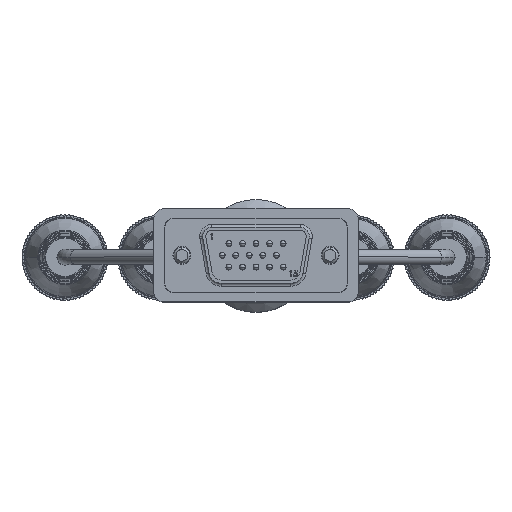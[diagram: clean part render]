
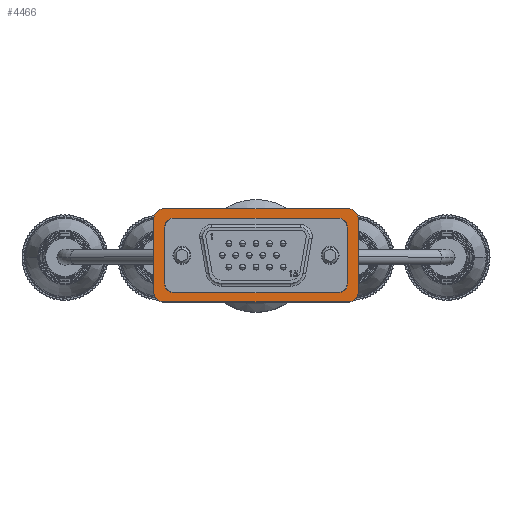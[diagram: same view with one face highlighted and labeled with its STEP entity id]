
A CAD part, top view. The second image highlights one B-rep face of the part: STEP entity #4466.
In plain terms, the highlighted face is planar.
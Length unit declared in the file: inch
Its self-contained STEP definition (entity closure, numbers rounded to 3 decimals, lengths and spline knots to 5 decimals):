
#3890 = VERTEX_POINT ( 'NONE', #23432 ) ;
#3931 = VERTEX_POINT ( 'NONE', #23540 ) ;
#3933 = EDGE_CURVE ( 'NONE', #3931, #3890, #23539, .T. ) ;
#3943 = VERTEX_POINT ( 'NONE', #23582 ) ;
#3948 = EDGE_CURVE ( 'NONE', #3949, #3890, #23577, .T. ) ;
#3949 = VERTEX_POINT ( 'NONE', #23572 ) ;
#3998 = EDGE_CURVE ( 'NONE', #3931, #3943, #23668, .T. ) ;
#4205 = EDGE_CURVE ( 'NONE', #4228, #4232, #24086, .T. ) ;
#4210 = VERTEX_POINT ( 'NONE', #24071 ) ;
#4216 = EDGE_CURVE ( 'NONE', #4210, #4228, #24128, .T. ) ;
#4228 = VERTEX_POINT ( 'NONE', #24103 ) ;
#4232 = VERTEX_POINT ( 'NONE', #24160 ) ;
#4275 = EDGE_CURVE ( 'NONE', #4276, #4210, #24207, .T. ) ;
#4276 = VERTEX_POINT ( 'NONE', #24202 ) ;
#4348 = EDGE_CURVE ( 'NONE', #4232, #3949, #24335, .T. ) ;
#4441 = ORIENTED_EDGE ( 'NONE', *, *, #3998, .T. ) ;
#4442 = ORIENTED_EDGE ( 'NONE', *, *, #4482, .F. ) ;
#4443 = ORIENTED_EDGE ( 'NONE', *, *, #4275, .T. ) ;
#4444 = ORIENTED_EDGE ( 'NONE', *, *, #4216, .T. ) ;
#4445 = ORIENTED_EDGE ( 'NONE', *, *, #4205, .T. ) ;
#4446 = ORIENTED_EDGE ( 'NONE', *, *, #4348, .T. ) ;
#4447 = ORIENTED_EDGE ( 'NONE', *, *, #3948, .T. ) ;
#4453 = ORIENTED_EDGE ( 'NONE', *, *, #4454, .F. ) ;
#4454 = EDGE_CURVE ( 'NONE', #4455, #4480, #24543, .T. ) ;
#4455 = VERTEX_POINT ( 'NONE', #24539 ) ;
#4456 = ORIENTED_EDGE ( 'NONE', *, *, #4457, .F. ) ;
#4457 = EDGE_CURVE ( 'NONE', #4458, #4455, #24538, .T. ) ;
#4458 = VERTEX_POINT ( 'NONE', #24533 ) ;
#4459 = ORIENTED_EDGE ( 'NONE', *, *, #4460, .F. ) ;
#4460 = EDGE_CURVE ( 'NONE', #4461, #4458, #24532, .T. ) ;
#4461 = VERTEX_POINT ( 'NONE', #24528 ) ;
#4462 = ORIENTED_EDGE ( 'NONE', *, *, #4463, .F. ) ;
#4463 = EDGE_CURVE ( 'NONE', #4471, #4461, #24527, .T. ) ;
#4464 = EDGE_LOOP ( 'NONE', ( #4465, #4441, #4442, #4443, #4444, #4445, #4446, #4447 ) ) ;
#4465 = ORIENTED_EDGE ( 'NONE', *, *, #3933, .F. ) ;
#4466 = ADVANCED_FACE ( 'NONE', ( #24522, #24521 ), #24520, .F. ) ;
#4467 = EDGE_LOOP ( 'NONE', ( #4468, #4472, #4475, #4478, #4453, #4456, #4459, #4462 ) ) ;
#4468 = ORIENTED_EDGE ( 'NONE', *, *, #4469, .F. ) ;
#4469 = EDGE_CURVE ( 'NONE', #4470, #4471, #24577, .T. ) ;
#4470 = VERTEX_POINT ( 'NONE', #24573 ) ;
#4471 = VERTEX_POINT ( 'NONE', #24572 ) ;
#4472 = ORIENTED_EDGE ( 'NONE', *, *, #4473, .F. ) ;
#4473 = EDGE_CURVE ( 'NONE', #4474, #4470, #24571, .T. ) ;
#4474 = VERTEX_POINT ( 'NONE', #24566 ) ;
#4475 = ORIENTED_EDGE ( 'NONE', *, *, #4476, .F. ) ;
#4476 = EDGE_CURVE ( 'NONE', #4477, #4474, #24565, .T. ) ;
#4477 = VERTEX_POINT ( 'NONE', #24561 ) ;
#4478 = ORIENTED_EDGE ( 'NONE', *, *, #4479, .F. ) ;
#4479 = EDGE_CURVE ( 'NONE', #4480, #4477, #24560, .T. ) ;
#4480 = VERTEX_POINT ( 'NONE', #24555 ) ;
#4482 = EDGE_CURVE ( 'NONE', #4276, #3943, #24554, .T. ) ;
#23432 = CARTESIAN_POINT ( 'NONE',  ( -0.6785, -0.2485, -0.6975 ) ) ;
#23536 = DIRECTION ( 'NONE',  ( 0., -1., 0. ) ) ;
#23537 = VECTOR ( 'NONE', #23536, 39.37008 ) ;
#23538 = CARTESIAN_POINT ( 'NONE',  ( -0.6785, 0.3085, -0.6975 ) ) ;
#23539 = LINE ( 'NONE', #23538, #23537 ) ;
#23540 = CARTESIAN_POINT ( 'NONE',  ( -0.6785, 0.2485, -0.6975 ) ) ;
#23572 = CARTESIAN_POINT ( 'NONE',  ( -0.6185, -0.3085, -0.6975 ) ) ;
#23573 = DIRECTION ( 'NONE',  ( 1., 0., 0. ) ) ;
#23574 = DIRECTION ( 'NONE',  ( 0., 0., -1. ) ) ;
#23575 = CARTESIAN_POINT ( 'NONE',  ( -0.6185, -0.2485, -0.6975 ) ) ;
#23576 = AXIS2_PLACEMENT_3D ( 'NONE', #23575, #23574, #23573 ) ;
#23577 = CIRCLE ( 'NONE', #23576, 0.06 ) ;
#23582 = CARTESIAN_POINT ( 'NONE',  ( -0.6185, 0.3085, -0.6975 ) ) ;
#23665 = DIRECTION ( 'NONE',  ( 1., 0., 0. ) ) ;
#23666 = DIRECTION ( 'NONE',  ( 0., 0., -1. ) ) ;
#23667 = AXIS2_PLACEMENT_3D ( 'NONE', #23674, #23666, #23665 ) ;
#23668 = CIRCLE ( 'NONE', #23667, 0.06 ) ;
#23674 = CARTESIAN_POINT ( 'NONE',  ( -0.6185, 0.2485, -0.6975 ) ) ;
#24071 = CARTESIAN_POINT ( 'NONE',  ( 0.6785, 0.2485, -0.6975 ) ) ;
#24082 = DIRECTION ( 'NONE',  ( 1., 0., 0. ) ) ;
#24083 = DIRECTION ( 'NONE',  ( 0., 0., -1. ) ) ;
#24084 = CARTESIAN_POINT ( 'NONE',  ( 0.6185, -0.2485, -0.6975 ) ) ;
#24085 = AXIS2_PLACEMENT_3D ( 'NONE', #24084, #24083, #24082 ) ;
#24086 = CIRCLE ( 'NONE', #24085, 0.06 ) ;
#24103 = CARTESIAN_POINT ( 'NONE',  ( 0.6785, -0.2485, -0.6975 ) ) ;
#24125 = DIRECTION ( 'NONE',  ( 0., -1., 0. ) ) ;
#24126 = VECTOR ( 'NONE', #24125, 39.37008 ) ;
#24127 = CARTESIAN_POINT ( 'NONE',  ( 0.6785, 0.3085, -0.6975 ) ) ;
#24128 = LINE ( 'NONE', #24127, #24126 ) ;
#24160 = CARTESIAN_POINT ( 'NONE',  ( 0.6185, -0.3085, -0.6975 ) ) ;
#24202 = CARTESIAN_POINT ( 'NONE',  ( 0.6185, 0.3085, -0.6975 ) ) ;
#24203 = DIRECTION ( 'NONE',  ( 1., 0., 0. ) ) ;
#24204 = DIRECTION ( 'NONE',  ( 0., 0., -1. ) ) ;
#24205 = CARTESIAN_POINT ( 'NONE',  ( 0.6185, 0.2485, -0.6975 ) ) ;
#24206 = AXIS2_PLACEMENT_3D ( 'NONE', #24205, #24204, #24203 ) ;
#24207 = CIRCLE ( 'NONE', #24206, 0.06 ) ;
#24332 = DIRECTION ( 'NONE',  ( -1., 0., 0. ) ) ;
#24333 = VECTOR ( 'NONE', #24332, 39.37008 ) ;
#24334 = CARTESIAN_POINT ( 'NONE',  ( -0.6785, -0.3085, -0.6975 ) ) ;
#24335 = LINE ( 'NONE', #24334, #24333 ) ;
#24518 = CARTESIAN_POINT ( 'NONE',  ( -0.6785, 0.3085, -0.6975 ) ) ;
#24519 = AXIS2_PLACEMENT_3D ( 'NONE', #24518, #24579, #24578 ) ;
#24520 = PLANE ( 'NONE',  #24519 ) ;
#24521 = FACE_OUTER_BOUND ( 'NONE', #4464, .T. ) ;
#24522 = FACE_BOUND ( 'NONE', #4467, .T. ) ;
#24523 = DIRECTION ( 'NONE',  ( 1., 0., 0. ) ) ;
#24524 = DIRECTION ( 'NONE',  ( 0., 0., -1. ) ) ;
#24525 = CARTESIAN_POINT ( 'NONE',  ( 0.5475, -0.188, -0.6975 ) ) ;
#24526 = AXIS2_PLACEMENT_3D ( 'NONE', #24525, #24524, #24523 ) ;
#24527 = CIRCLE ( 'NONE', #24526, 0.06 ) ;
#24528 = CARTESIAN_POINT ( 'NONE',  ( 0.5475, -0.248, -0.6975 ) ) ;
#24529 = DIRECTION ( 'NONE',  ( -1., 0., 0. ) ) ;
#24530 = VECTOR ( 'NONE', #24529, 39.37008 ) ;
#24531 = CARTESIAN_POINT ( 'NONE',  ( 0.5475, -0.248, -0.6975 ) ) ;
#24532 = LINE ( 'NONE', #24531, #24530 ) ;
#24533 = CARTESIAN_POINT ( 'NONE',  ( -0.5475, -0.248, -0.6975 ) ) ;
#24534 = DIRECTION ( 'NONE',  ( 1., 0., 0. ) ) ;
#24535 = DIRECTION ( 'NONE',  ( 0., 0., -1. ) ) ;
#24536 = CARTESIAN_POINT ( 'NONE',  ( -0.5475, -0.188, -0.6975 ) ) ;
#24537 = AXIS2_PLACEMENT_3D ( 'NONE', #24536, #24535, #24534 ) ;
#24538 = CIRCLE ( 'NONE', #24537, 0.06 ) ;
#24539 = CARTESIAN_POINT ( 'NONE',  ( -0.6075, -0.188, -0.6975 ) ) ;
#24540 = DIRECTION ( 'NONE',  ( 0., 1., 0. ) ) ;
#24541 = VECTOR ( 'NONE', #24540, 39.37008 ) ;
#24542 = CARTESIAN_POINT ( 'NONE',  ( -0.6075, 0.188, -0.6975 ) ) ;
#24543 = LINE ( 'NONE', #24542, #24541 ) ;
#24551 = DIRECTION ( 'NONE',  ( -1., 0., 0. ) ) ;
#24552 = VECTOR ( 'NONE', #24551, 39.37008 ) ;
#24553 = CARTESIAN_POINT ( 'NONE',  ( -0.6785, 0.3085, -0.6975 ) ) ;
#24554 = LINE ( 'NONE', #24553, #24552 ) ;
#24555 = CARTESIAN_POINT ( 'NONE',  ( -0.6075, 0.188, -0.6975 ) ) ;
#24556 = DIRECTION ( 'NONE',  ( -1., 0., 0. ) ) ;
#24557 = DIRECTION ( 'NONE',  ( 0., 0., -1. ) ) ;
#24558 = CARTESIAN_POINT ( 'NONE',  ( -0.5475, 0.188, -0.6975 ) ) ;
#24559 = AXIS2_PLACEMENT_3D ( 'NONE', #24558, #24557, #24556 ) ;
#24560 = CIRCLE ( 'NONE', #24559, 0.06 ) ;
#24561 = CARTESIAN_POINT ( 'NONE',  ( -0.5475, 0.248, -0.6975 ) ) ;
#24562 = DIRECTION ( 'NONE',  ( 1., 0., 0. ) ) ;
#24563 = VECTOR ( 'NONE', #24562, 39.37008 ) ;
#24564 = CARTESIAN_POINT ( 'NONE',  ( 0.5475, 0.248, -0.6975 ) ) ;
#24565 = LINE ( 'NONE', #24564, #24563 ) ;
#24566 = CARTESIAN_POINT ( 'NONE',  ( 0.5475, 0.248, -0.6975 ) ) ;
#24567 = DIRECTION ( 'NONE',  ( 1., 0., 0. ) ) ;
#24568 = DIRECTION ( 'NONE',  ( 0., 0., -1. ) ) ;
#24569 = CARTESIAN_POINT ( 'NONE',  ( 0.5475, 0.188, -0.6975 ) ) ;
#24570 = AXIS2_PLACEMENT_3D ( 'NONE', #24569, #24568, #24567 ) ;
#24571 = CIRCLE ( 'NONE', #24570, 0.06 ) ;
#24572 = CARTESIAN_POINT ( 'NONE',  ( 0.6075, -0.188, -0.6975 ) ) ;
#24573 = CARTESIAN_POINT ( 'NONE',  ( 0.6075, 0.188, -0.6975 ) ) ;
#24574 = DIRECTION ( 'NONE',  ( 0., -1., 0. ) ) ;
#24575 = VECTOR ( 'NONE', #24574, 39.37008 ) ;
#24576 = CARTESIAN_POINT ( 'NONE',  ( 0.6075, 0.188, -0.6975 ) ) ;
#24577 = LINE ( 'NONE', #24576, #24575 ) ;
#24578 = DIRECTION ( 'NONE',  ( 1., 0., 0. ) ) ;
#24579 = DIRECTION ( 'NONE',  ( 0., 0., 1. ) ) ;
